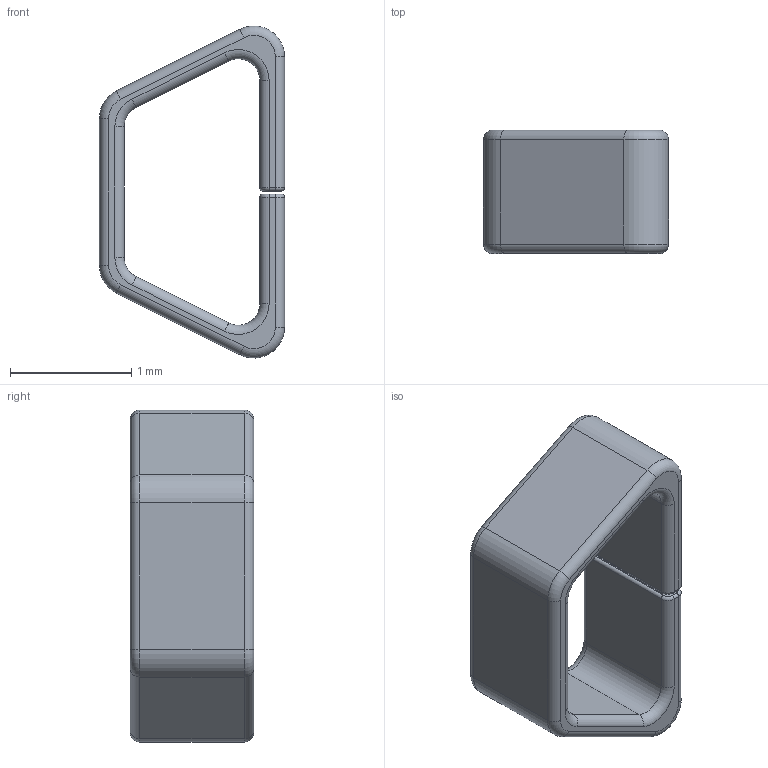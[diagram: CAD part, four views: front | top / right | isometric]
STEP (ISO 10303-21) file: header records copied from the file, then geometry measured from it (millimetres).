
FILE_DESCRIPTION(/* description */ (''),/* implementation_level */ '2;1');
FILE_NAME(/* name */ 'Keystone-5084-Test-Point.stp',/* time_stamp */ '2021-09-10T12:49:43-05:00',/* author */ ('Caleb'),/* organization */ (''),/* preprocessor_version */ 'ST-DEVELOPER v18.1',/* originating_system */ 'Autodesk Inventor 2022',/* authorisation */ '');
FILE_SCHEMA (('AUTOMOTIVE_DESIGN { 1 0 10303 214 3 1 1 }'));
Length unit declared in the file: inch
Products named in the file (1): Part1
Bounding box: 1.52 x 1.02 x 2.73 mm (x, y, z)
Volume: 1.4 mm3; surface area: 15.4 mm2
Topology: 1 solids, 1 shells, 74 faces, 168 edges, 96 vertices
Faces by surface type: cylinder 36, torus 24, plane 14
Entity records: 2107 total; most frequent: DIRECTION 414, CARTESIAN_POINT 339, ORIENTED_EDGE 336, AXIS2_PLACEMENT_3D 171, EDGE_CURVE 168, CIRCLE 96, VERTEX_POINT 96, FACE_OUTER_BOUND 74
